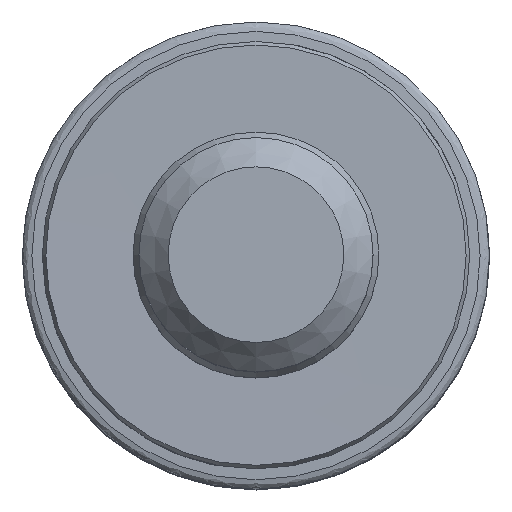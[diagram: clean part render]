
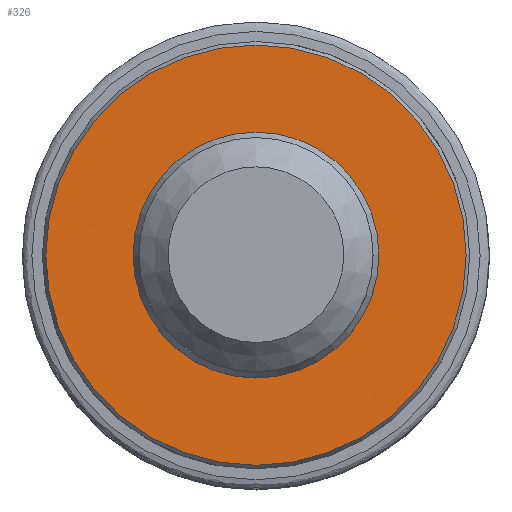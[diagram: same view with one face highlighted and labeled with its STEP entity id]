
A CAD part, top view. The second image highlights one B-rep face of the part: STEP entity #326.
In plain terms, the highlighted conical face has half-angle 89.825 degrees and reference radius 11.732 mm.
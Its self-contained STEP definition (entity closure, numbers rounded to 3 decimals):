
#184=CONICAL_SURFACE('',#2125,11.732,89.825);
#326=ADVANCED_FACE('',(#847,#848),#184,.F.);
#847=FACE_BOUND('',#1076,.T.);
#848=FACE_BOUND('',#1077,.T.);
#1076=EDGE_LOOP('',(#1330));
#1077=EDGE_LOOP('',(#1331));
#1330=ORIENTED_EDGE('',*,*,#1638,.F.);
#1331=ORIENTED_EDGE('',*,*,#1637,.T.);
#1507=VERTEX_POINT('',#3908);
#1508=VERTEX_POINT('',#3911);
#1637=EDGE_CURVE('',#1507,#1507,#1763,.T.);
#1638=EDGE_CURVE('',#1508,#1508,#1764,.T.);
#1763=CIRCLE('',#2122,17.95);
#1764=CIRCLE('',#2124,10.497);
#2122=AXIS2_PLACEMENT_3D('',#3907,#2539,#2540);
#2124=AXIS2_PLACEMENT_3D('',#3910,#2543,#2544);
#2125=AXIS2_PLACEMENT_3D('',#3912,#2545,#2546);
#2539=DIRECTION('',(0.,0.,1.));
#2540=DIRECTION('',(0.643,0.766,0.));
#2543=DIRECTION('',(0.,0.,1.));
#2544=DIRECTION('',(1.,0.,0.));
#2545=DIRECTION('',(0.,0.,1.));
#2546=DIRECTION('',(0.643,0.766,0.));
#3907=CARTESIAN_POINT('',(0.,0.,0.));
#3908=CARTESIAN_POINT('',(11.538,13.75,0.));
#3910=CARTESIAN_POINT('',(0.,0.,-0.023));
#3911=CARTESIAN_POINT('',(10.497,0.,-0.023));
#3912=CARTESIAN_POINT('',(0.,0.,-0.019));
